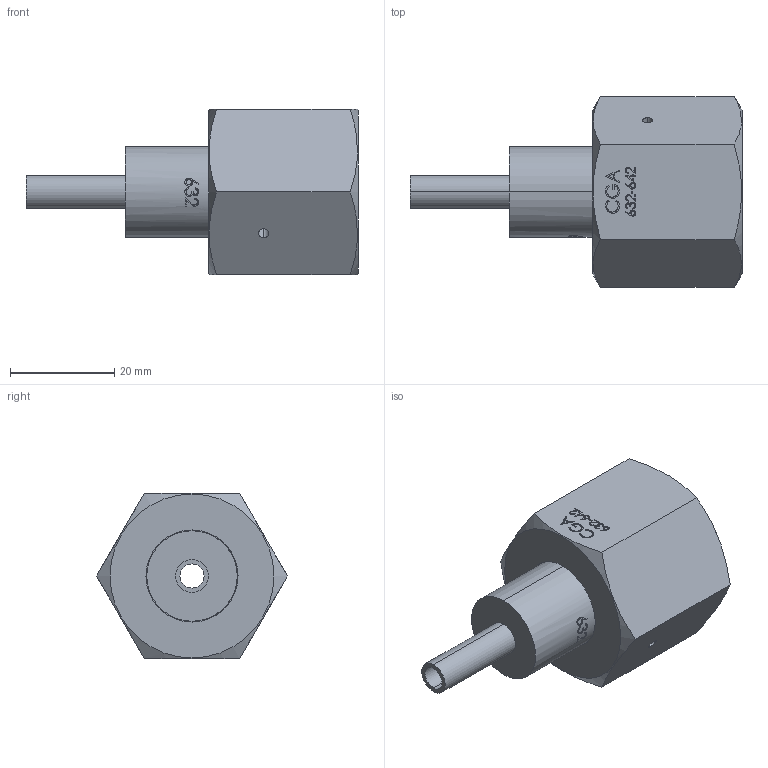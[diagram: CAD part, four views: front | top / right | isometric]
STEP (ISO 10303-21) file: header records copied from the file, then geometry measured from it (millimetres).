
FILE_DESCRIPTION (( 'STEP AP203' ), '1' );
FILE_NAME ('INL-632SS-4TS.STEP', '2025-01-09T19:38:32', ( '' ), ( '' ), 'SwSTEP 2.0', 'SolidWorks 2018', '' );
FILE_SCHEMA (( 'CONFIG_CONTROL_DESIGN' ));
Length unit declared in the file: inch
Products named in the file (1): INL-632SS-4TS
Bounding box: 63.8 x 36.66 x 31.75 mm (x, y, z)
Volume: 23345 mm3; surface area: 11583.8 mm2
Topology: 1 solids, 1 shells, 254 faces, 963 edges, 753 vertices
Faces by surface type: plane 92, cylinder 67, bspline 67, cone 16, torus 12
Entity records: 20386 total; most frequent: CARTESIAN_POINT 12949, ORIENTED_EDGE 1926, DIRECTION 983, EDGE_CURVE 963, VERTEX_POINT 753, B_SPLINE_CURVE_WITH_KNOTS 495, VECTOR 329, LINE 329
